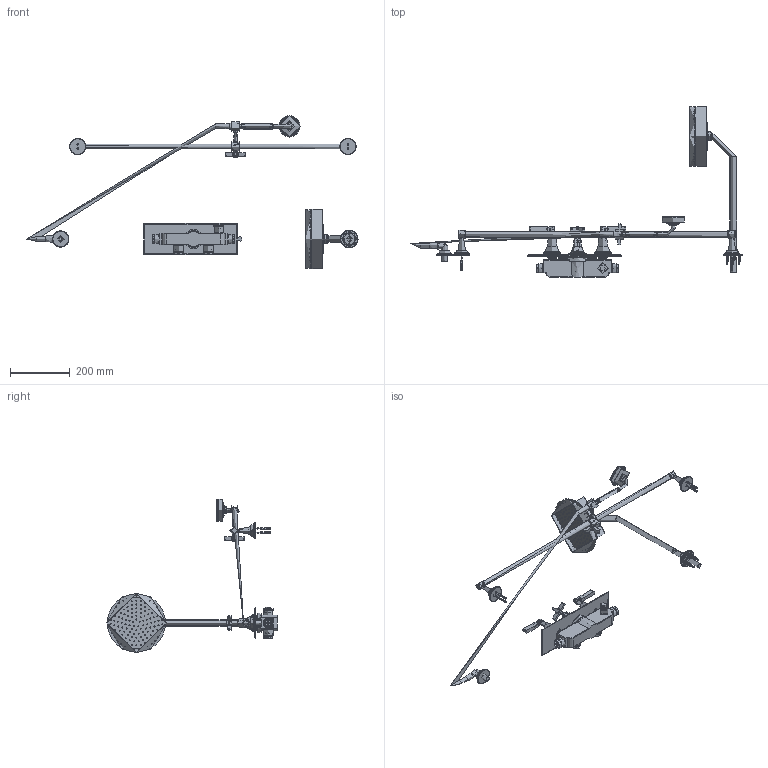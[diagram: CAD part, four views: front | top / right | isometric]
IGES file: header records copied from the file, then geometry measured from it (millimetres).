
Global section: file name: No Iges File Name specified; native system: Autodesk Inventor 2012; preprocessor: AutoDesk Inventor Iges Exporter R2012; author: adaniels; date: 20120912.155119; units: millimetre
Bounding box: 1112.94 x 573 x 515.1 mm (x, y, z)
Volume: 2880981.4 mm3
Topology: 140 solids, 144 shells, 10261 faces, 23672 edges, 14389 vertices
Faces by surface type: plane 5039, cone 2042, cylinder 1654, revolution 939, bspline 384, torus 193, sphere 10
Full cylindrical faces by diameter (mm): 2.5 x168, 3.571 x2, 3.92 x4, 4 x13, 4.165 x4, 5 x2, 5.8 x2, 6.3 x1, 7 x6, 7.5 x1, 7.6 x1, 8 x7, 8.2 x4, 8.3 x4, 8.85 x2, 9.1 x4, 9.4 x1, 10.7 x1, 11.25 x8, 11.998 x4, 12.05 x6, 12.15 x2, 12.6 x1, 12.65 x1, 12.7 x8, 12.8 x1, 12.85 x1, 14.1 x1, 14.5 x1, 14.8 x4
